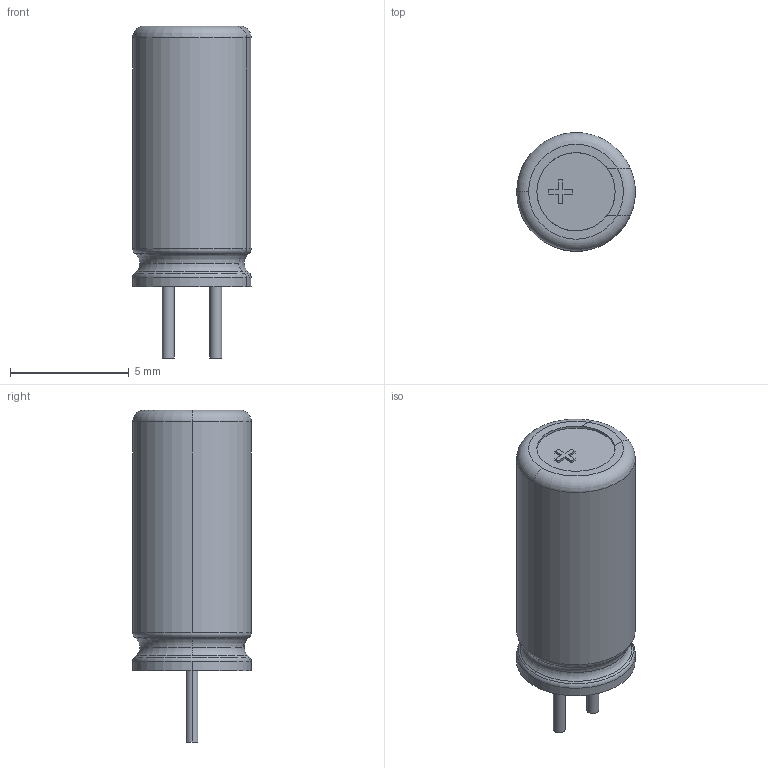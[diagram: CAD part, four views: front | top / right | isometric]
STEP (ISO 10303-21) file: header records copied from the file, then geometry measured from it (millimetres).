
FILE_DESCRIPTION (( 'STEP AP214' ), '1' );
FILE_NAME ('Capacitors_D?H?A_D05.0?H11.0?A02.00?d0.5.STEP', '2022-10-21T09:56:35', ( 'Zhukovsky' ), ( '' ), 'SwSTEP 2.0', 'SolidWorks 2017', '' );
FILE_SCHEMA (( 'AUTOMOTIVE_DESIGN' ));
Length unit declared in the file: millimetre
Products named in the file (1): Capacitors_D?H?A_D05.0?H11.0?A02.00?d0.5
Bounding box: 5 x 5 x 14 mm (x, y, z)
Volume: 212.6 mm3; surface area: 221.6 mm2
Topology: 3 solids, 3 shells, 52 faces, 119 edges, 74 vertices
Faces by surface type: plane 21, torus 15, cylinder 12, cone 4
Entity records: 2126 total; most frequent: CARTESIAN_POINT 298, DIRECTION 270, ORIENTED_EDGE 238, EDGE_CURVE 119, AXIS2_PLACEMENT_3D 108, VERTEX_POINT 74, UNCERTAINTY_MEASURE_WITH_UNIT 57, FILL_AREA_STYLE 56
